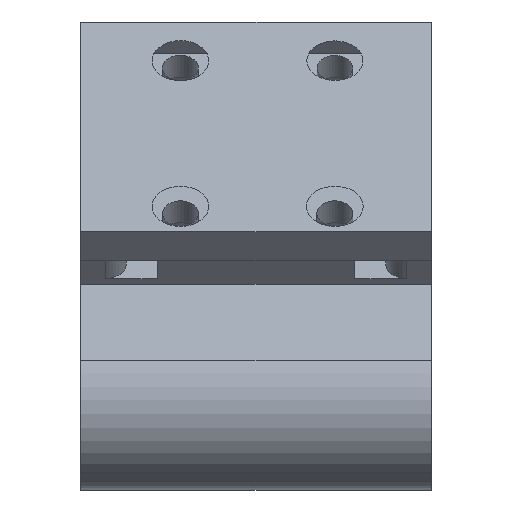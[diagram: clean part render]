
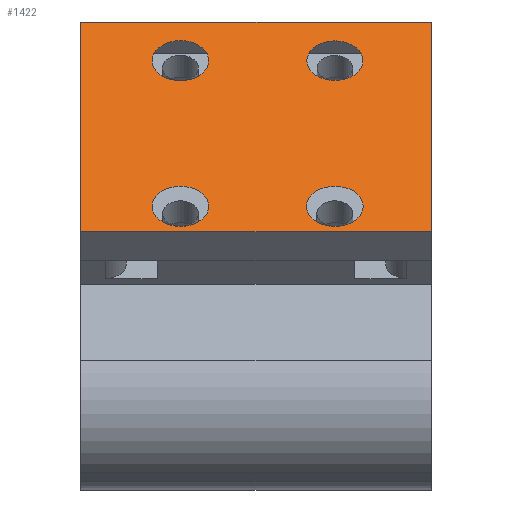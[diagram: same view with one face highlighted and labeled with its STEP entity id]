
A CAD part, front view. The second image highlights one B-rep face of the part: STEP entity #1422.
In plain terms, the highlighted planar face has unit normal (0, -0.707, 0.707).
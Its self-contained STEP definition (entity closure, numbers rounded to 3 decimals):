
#15=FACE_BOUND('',#179,.T.);
#16=FACE_BOUND('',#180,.T.);
#17=FACE_BOUND('',#181,.T.);
#18=FACE_BOUND('',#182,.T.);
#50=PLANE('',#1528);
#102=FACE_OUTER_BOUND('',#178,.T.);
#178=EDGE_LOOP('',(#1018,#1019,#1020,#1021));
#179=EDGE_LOOP('',(#1022));
#180=EDGE_LOOP('',(#1023));
#181=EDGE_LOOP('',(#1024));
#182=EDGE_LOOP('',(#1025));
#285=LINE('',#2140,#433);
#286=LINE('',#2142,#434);
#287=LINE('',#2144,#435);
#288=LINE('',#2145,#436);
#433=VECTOR('',#1721,10.);
#434=VECTOR('',#1722,10.);
#435=VECTOR('',#1723,10.);
#436=VECTOR('',#1724,10.);
#573=CIRCLE('',#1526,2.75);
#575=CIRCLE('',#1529,2.75);
#576=CIRCLE('',#1530,2.72);
#577=CIRCLE('',#1531,2.75);
#645=VERTEX_POINT('',#2132);
#647=VERTEX_POINT('',#2138);
#648=VERTEX_POINT('',#2139);
#649=VERTEX_POINT('',#2141);
#650=VERTEX_POINT('',#2143);
#651=VERTEX_POINT('',#2146);
#652=VERTEX_POINT('',#2148);
#653=VERTEX_POINT('',#2150);
#790=EDGE_CURVE('',#645,#645,#573,.T.);
#793=EDGE_CURVE('',#647,#648,#285,.T.);
#794=EDGE_CURVE('',#647,#649,#286,.T.);
#795=EDGE_CURVE('',#649,#650,#287,.T.);
#796=EDGE_CURVE('',#650,#648,#288,.T.);
#797=EDGE_CURVE('',#651,#651,#575,.T.);
#798=EDGE_CURVE('',#652,#652,#576,.T.);
#799=EDGE_CURVE('',#653,#653,#577,.T.);
#1018=ORIENTED_EDGE('',*,*,#793,.F.);
#1019=ORIENTED_EDGE('',*,*,#794,.T.);
#1020=ORIENTED_EDGE('',*,*,#795,.T.);
#1021=ORIENTED_EDGE('',*,*,#796,.T.);
#1022=ORIENTED_EDGE('',*,*,#797,.F.);
#1023=ORIENTED_EDGE('',*,*,#798,.F.);
#1024=ORIENTED_EDGE('',*,*,#799,.F.);
#1025=ORIENTED_EDGE('',*,*,#790,.F.);
#1422=ADVANCED_FACE('',(#102,#15,#16,#17,#18),#50,.T.);
#1526=AXIS2_PLACEMENT_3D('',#2133,#1714,#1715);
#1528=AXIS2_PLACEMENT_3D('',#2137,#1719,#1720);
#1529=AXIS2_PLACEMENT_3D('',#2147,#1725,#1726);
#1530=AXIS2_PLACEMENT_3D('',#2149,#1727,#1728);
#1531=AXIS2_PLACEMENT_3D('',#2151,#1729,#1730);
#1714=DIRECTION('center_axis',(0.,-0.707,
0.707));
#1715=DIRECTION('ref_axis',(1.,0.,0.));
#1719=DIRECTION('center_axis',(0.,-0.707,
0.707));
#1720=DIRECTION('ref_axis',(1.,0.,0.));
#1721=DIRECTION('',(1.,0.,0.));
#1722=DIRECTION('',(0.,-0.707,-0.707));
#1723=DIRECTION('',(1.,0.,0.));
#1724=DIRECTION('',(0.,0.707,0.707));
#1725=DIRECTION('center_axis',(0.,-0.707,
0.707));
#1726=DIRECTION('ref_axis',(1.,0.,0.));
#1727=DIRECTION('center_axis',(0.,-0.707,
0.707));
#1728=DIRECTION('ref_axis',(1.,0.,0.));
#1729=DIRECTION('center_axis',(0.,-0.707,
0.707));
#1730=DIRECTION('ref_axis',(1.,0.,0.));
#2132=CARTESIAN_POINT('',(-45.664,46.832,189.891));
#2133=CARTESIAN_POINT('Origin',(-42.914,46.832,189.891));
#2137=CARTESIAN_POINT('Origin',(-42.572,53.911,196.97));
#2138=CARTESIAN_POINT('',(-67.572,64.733,207.792));
#2139=CARTESIAN_POINT('',(-33.572,64.733,207.792));
#2140=CARTESIAN_POINT('',(-30.072,64.733,207.792));
#2141=CARTESIAN_POINT('',(-67.572,44.357,187.416));
#2142=CARTESIAN_POINT('',(-67.572,69.892,212.951));
#2143=CARTESIAN_POINT('',(-33.572,44.357,187.416));
#2144=CARTESIAN_POINT('',(-38.072,44.357,187.416));
#2145=CARTESIAN_POINT('',(-33.572,38.072,181.131));
#2146=CARTESIAN_POINT('',(-60.664,46.832,189.891));
#2147=CARTESIAN_POINT('Origin',(-57.914,46.832,189.891));
#2148=CARTESIAN_POINT('',(-45.633,60.974,204.034));
#2149=CARTESIAN_POINT('Origin',(-42.914,60.974,204.034));
#2150=CARTESIAN_POINT('',(-60.664,60.974,204.034));
#2151=CARTESIAN_POINT('Origin',(-57.914,60.974,204.034));
